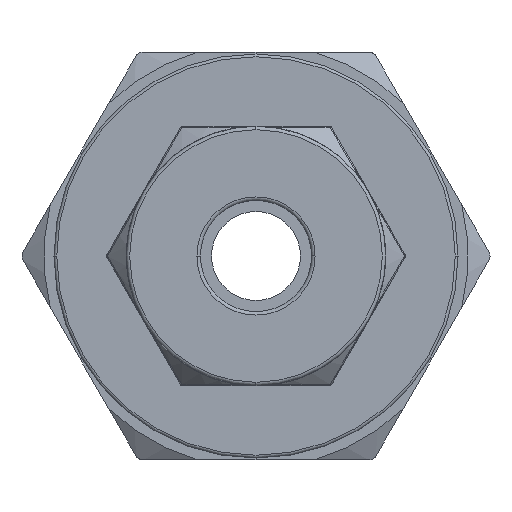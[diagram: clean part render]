
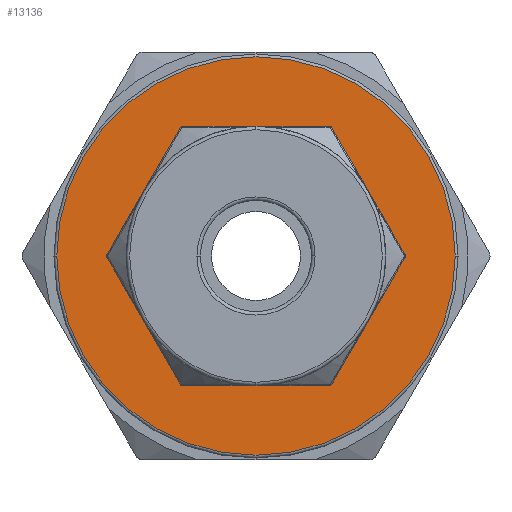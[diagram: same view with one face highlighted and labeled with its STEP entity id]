
A CAD part, left-side view. The second image highlights one B-rep face of the part: STEP entity #13136.
In plain terms, the highlighted planar face has unit normal (-1, 0, 0).
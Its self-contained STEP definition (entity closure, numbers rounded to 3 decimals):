
#5650=CARTESIAN_POINT('',(-5.45,0.,0.));
#5651=DIRECTION('',(-1.,0.,0.));
#5652=DIRECTION('',(0.,1.,0.));
#5653=AXIS2_PLACEMENT_3D('',#5650,#5651,#5652);
#5658=CARTESIAN_POINT('',(-5.45,0.,0.));
#5659=DIRECTION('',(-1.,0.,0.));
#5660=DIRECTION('',(0.,-1.,0.));
#5661=AXIS2_PLACEMENT_3D('',#5658,#5659,#5660);
#5666=CARTESIAN_POINT('',(-5.45,0.,0.));
#5667=DIRECTION('',(1.,0.,0.));
#5668=DIRECTION('',(0.,1.,0.));
#5669=AXIS2_PLACEMENT_3D('',#5666,#5667,#5668);
#5688=CARTESIAN_POINT('',(-5.45,0.,0.));
#5689=DIRECTION('',(1.,0.,0.));
#5690=DIRECTION('',(0.,-1.,0.));
#5691=AXIS2_PLACEMENT_3D('',#5688,#5689,#5690);
#8945=CARTESIAN_POINT('',(-5.45,4.524,0.));
#8946=VERTEX_POINT('',#8945);
#8947=CARTESIAN_POINT('',(-5.45,-4.524,0.));
#8948=VERTEX_POINT('',#8947);
#8981=CARTESIAN_POINT('',(-5.45,10.75,0.));
#8982=CARTESIAN_POINT('',(-5.45,-10.75,0.));
#8983=VERTEX_POINT('',#8981);
#8984=VERTEX_POINT('',#8982);
#13120=CARTESIAN_POINT('',(-5.45,0.,0.));
#13121=DIRECTION('',(1.,0.,0.));
#13122=DIRECTION('',(0.,1.,0.));
#13123=AXIS2_PLACEMENT_3D('',#13120,#13121,#13122);
#13124=PLANE('',#13123);
#13125=ORIENTED_EDGE('',*,*,#13110,.F.);
#13127=ORIENTED_EDGE('',*,*,#13126,.F.);
#13128=EDGE_LOOP('',(#13125,#13127));
#13129=FACE_OUTER_BOUND('',#13128,.F.);
#13131=ORIENTED_EDGE('',*,*,#13130,.F.);
#13133=ORIENTED_EDGE('',*,*,#13132,.F.);
#13134=EDGE_LOOP('',(#13131,#13133));
#13135=FACE_BOUND('',#13134,.F.);
#5654=CIRCLE('',#5653,10.75);
#5662=CIRCLE('',#5661,10.75);
#5670=CIRCLE('',#5669,4.524);
#5692=CIRCLE('',#5691,4.524);
#13110=EDGE_CURVE('',#8983,#8984,#5654,.T.);
#13126=EDGE_CURVE('',#8984,#8983,#5662,.T.);
#13130=EDGE_CURVE('',#8946,#8948,#5670,.T.);
#13132=EDGE_CURVE('',#8948,#8946,#5692,.T.);
#13136=ADVANCED_FACE('',(#13129,#13135),#13124,.F.);
